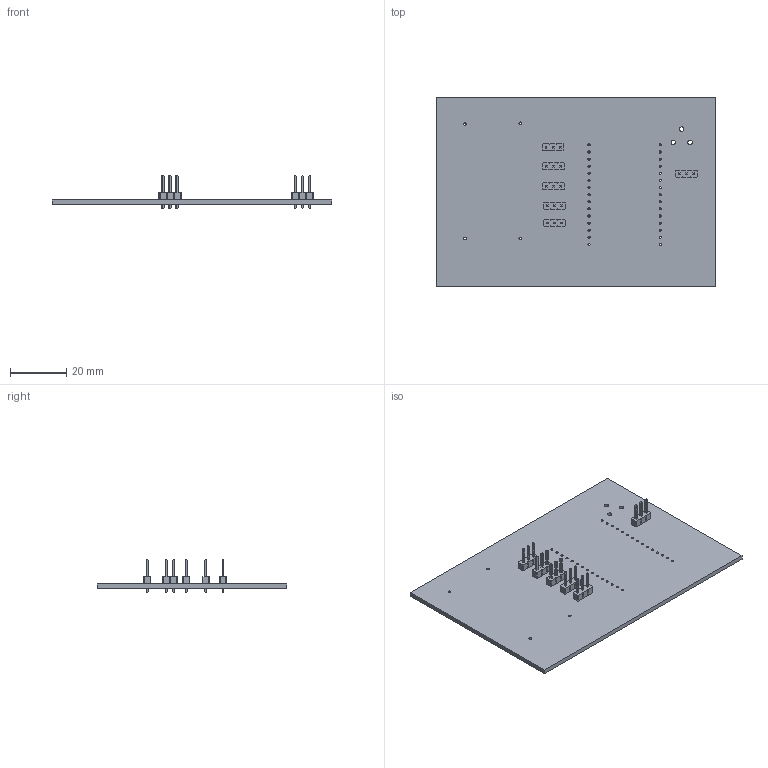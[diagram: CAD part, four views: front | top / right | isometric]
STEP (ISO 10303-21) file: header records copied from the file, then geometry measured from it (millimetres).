
FILE_DESCRIPTION(('KiCad electronic assembly'),'2;1');
FILE_NAME('PCB.step','2024-06-24T09:50:32',('Pcbnew'),('Kicad'), 'Open CASCADE STEP processor 7.7','KiCad to STEP converter','Unknown' );
FILE_SCHEMA(('AUTOMOTIVE_DESIGN { 1 0 10303 214 1 1 1 1 }'));
Length unit declared in the file: millimetre
Products named in the file (4): PCB 1; PinHeader_1x03_P2.54mm_Vertical; PinHeader_1x03_P254mm_Vertical; _autosave-PCB_PCB
Assembly tree (8 placements, depth 3):
  PCB 1
    PinHeader_1x03_P2.54mm_Vertical  x6
      PinHeader_1x03_P254mm_Vertical
    _autosave-PCB_PCB
Bounding box: 99.96 x 67.7 x 11.54 mm (x, y, z)
Volume: 11122.9 mm3; surface area: 15192.3 mm2
Topology: 7 solids, 7 shells, 517 faces, 1257 edges, 790 vertices
Faces by surface type: plane 462, cylinder 55
Full cylindrical faces by diameter (mm): 0.762 x30, 1 x22, 1.6 x3
Entity records: 5055 total; most frequent: DIRECTION 759, CARTESIAN_POINT 733, ORIENTED_EDGE 714, EDGE_CURVE 357, AXIS2_PLACEMENT_3D 256, FACE_BOUND 253, EDGE_LOOP 253, LINE 247
